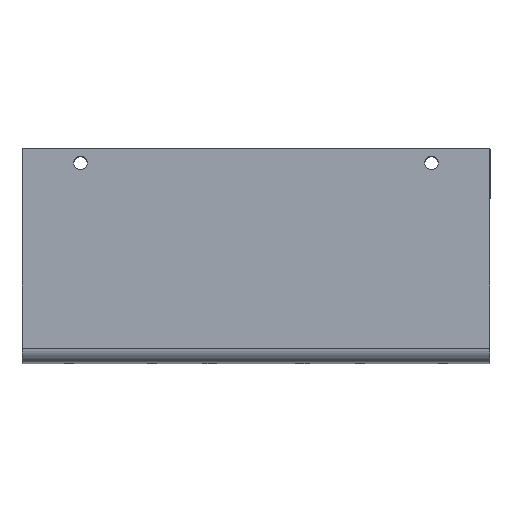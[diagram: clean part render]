
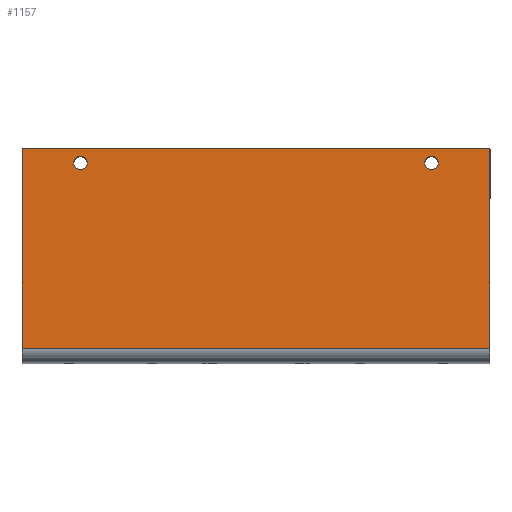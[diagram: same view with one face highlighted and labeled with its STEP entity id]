
A CAD part, top view. The second image highlights one B-rep face of the part: STEP entity #1157.
In plain terms, the highlighted planar face has unit normal (0, 0, 1).
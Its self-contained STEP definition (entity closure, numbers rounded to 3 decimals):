
#24 = DIRECTION ( 'NONE',  ( 0., 0., 1. ) ) ;
#82 = CARTESIAN_POINT ( 'NONE',  ( 2.224, 0., 12.002 ) ) ;
#90 = VERTEX_POINT ( 'NONE', #392 ) ;
#114 = FACE_BOUND ( 'NONE', #2810, .T. ) ;
#135 = VECTOR ( 'NONE', #1406, 1000. ) ;
#137 = DIRECTION ( 'NONE',  ( -1., 0., 0. ) ) ;
#212 = CIRCLE ( 'NONE', #1071, 1.5 ) ;
#257 = CARTESIAN_POINT ( 'NONE',  ( 91.124, 43.413, 12.002 ) ) ;
#273 = LINE ( 'NONE', #2298, #135 ) ;
#314 = EDGE_CURVE ( 'NONE', #90, #2250, #2728, .T. ) ;
#368 = EDGE_LOOP ( 'NONE', ( #1261, #2717 ) ) ;
#392 = CARTESIAN_POINT ( 'NONE',  ( 103.824, 3.175, 12.002 ) ) ;
#470 = DIRECTION ( 'NONE',  ( -1., 0., 0. ) ) ;
#479 = FACE_BOUND ( 'NONE', #368, .T. ) ;
#557 = VECTOR ( 'NONE', #1599, 1000. ) ;
#642 = AXIS2_PLACEMENT_3D ( 'NONE', #661, #2201, #892 ) ;
#643 = CARTESIAN_POINT ( 'NONE',  ( 0., 0., 12.002 ) ) ;
#645 = ORIENTED_EDGE ( 'NONE', *, *, #2615, .F. ) ;
#661 = CARTESIAN_POINT ( 'NONE',  ( 14.924, 43.413, 12.002 ) ) ;
#685 = EDGE_CURVE ( 'NONE', #2800, #1374, #1718, .T. ) ;
#731 = CARTESIAN_POINT ( 'NONE',  ( 2.224, 3.175, 12.002 ) ) ;
#766 = VECTOR ( 'NONE', #1664, 1000. ) ;
#866 = DIRECTION ( 'NONE',  ( -1., 0., 0. ) ) ;
#892 = DIRECTION ( 'NONE',  ( -1., 0., 0. ) ) ;
#908 = VECTOR ( 'NONE', #2642, 1000. ) ;
#1043 = VERTEX_POINT ( 'NONE', #1325 ) ;
#1049 = EDGE_CURVE ( 'NONE', #1609, #1178, #1917, .T. ) ;
#1071 = AXIS2_PLACEMENT_3D ( 'NONE', #2749, #1435, #137 ) ;
#1125 = EDGE_LOOP ( 'NONE', ( #2831, #1271, #1874, #1378 ) ) ;
#1148 = CIRCLE ( 'NONE', #1262, 1.5 ) ;
#1157 = ADVANCED_FACE ( 'NONE', ( #114, #479, #1573 ), #1508, .F. ) ;
#1178 = VERTEX_POINT ( 'NONE', #1741 ) ;
#1261 = ORIENTED_EDGE ( 'NONE', *, *, #1927, .F. ) ;
#1262 = AXIS2_PLACEMENT_3D ( 'NONE', #1316, #24, #1543 ) ;
#1271 = ORIENTED_EDGE ( 'NONE', *, *, #314, .T. ) ;
#1316 = CARTESIAN_POINT ( 'NONE',  ( 14.924, 43.413, 12.002 ) ) ;
#1322 = CARTESIAN_POINT ( 'NONE',  ( 103.824, 0., 12.002 ) ) ;
#1325 = CARTESIAN_POINT ( 'NONE',  ( 16.424, 43.413, 12.002 ) ) ;
#1337 = LINE ( 'NONE', #1432, #766 ) ;
#1339 = CARTESIAN_POINT ( 'NONE',  ( 89.624, 43.413, 12.002 ) ) ;
#1374 = VERTEX_POINT ( 'NONE', #731 ) ;
#1378 = ORIENTED_EDGE ( 'NONE', *, *, #685, .T. ) ;
#1406 = DIRECTION ( 'NONE',  ( -1., 0., 0. ) ) ;
#1428 = EDGE_CURVE ( 'NONE', #90, #1374, #273, .T. ) ;
#1432 = CARTESIAN_POINT ( 'NONE',  ( 0., 46.587, 12.002 ) ) ;
#1435 = DIRECTION ( 'NONE',  ( 0., 0., 1. ) ) ;
#1508 = PLANE ( 'NONE',  #2487 ) ;
#1526 = EDGE_CURVE ( 'NONE', #1043, #2185, #2764, .T. ) ;
#1543 = DIRECTION ( 'NONE',  ( -1., 0., 0. ) ) ;
#1573 = FACE_OUTER_BOUND ( 'NONE', #1125, .T. ) ;
#1599 = DIRECTION ( 'NONE',  ( 0., -1., 0. ) ) ;
#1601 = AXIS2_PLACEMENT_3D ( 'NONE', #257, #1777, #470 ) ;
#1609 = VERTEX_POINT ( 'NONE', #1339 ) ;
#1664 = DIRECTION ( 'NONE',  ( -1., 0., 0. ) ) ;
#1718 = LINE ( 'NONE', #82, #557 ) ;
#1741 = CARTESIAN_POINT ( 'NONE',  ( 92.624, 43.413, 12.002 ) ) ;
#1777 = DIRECTION ( 'NONE',  ( 0., 0., 1. ) ) ;
#1874 = ORIENTED_EDGE ( 'NONE', *, *, #2069, .T. ) ;
#1917 = CIRCLE ( 'NONE', #1601, 1.5 ) ;
#1927 = EDGE_CURVE ( 'NONE', #2185, #1043, #1148, .T. ) ;
#2069 = EDGE_CURVE ( 'NONE', #2250, #2800, #1337, .T. ) ;
#2175 = DIRECTION ( 'NONE',  ( 0., 0., -1. ) ) ;
#2185 = VERTEX_POINT ( 'NONE', #2583 ) ;
#2201 = DIRECTION ( 'NONE',  ( 0., 0., 1. ) ) ;
#2250 = VERTEX_POINT ( 'NONE', #2811 ) ;
#2298 = CARTESIAN_POINT ( 'NONE',  ( 2.224, 3.175, 12.002 ) ) ;
#2427 = CARTESIAN_POINT ( 'NONE',  ( 2.224, 46.587, 12.002 ) ) ;
#2487 = AXIS2_PLACEMENT_3D ( 'NONE', #643, #2175, #866 ) ;
#2583 = CARTESIAN_POINT ( 'NONE',  ( 13.424, 43.413, 12.002 ) ) ;
#2614 = ORIENTED_EDGE ( 'NONE', *, *, #1049, .F. ) ;
#2615 = EDGE_CURVE ( 'NONE', #1178, #1609, #212, .T. ) ;
#2642 = DIRECTION ( 'NONE',  ( 0., 1., 0. ) ) ;
#2717 = ORIENTED_EDGE ( 'NONE', *, *, #1526, .F. ) ;
#2728 = LINE ( 'NONE', #1322, #908 ) ;
#2749 = CARTESIAN_POINT ( 'NONE',  ( 91.124, 43.413, 12.002 ) ) ;
#2764 = CIRCLE ( 'NONE', #642, 1.5 ) ;
#2800 = VERTEX_POINT ( 'NONE', #2427 ) ;
#2810 = EDGE_LOOP ( 'NONE', ( #2614, #645 ) ) ;
#2811 = CARTESIAN_POINT ( 'NONE',  ( 103.824, 46.587, 12.002 ) ) ;
#2831 = ORIENTED_EDGE ( 'NONE', *, *, #1428, .F. ) ;
